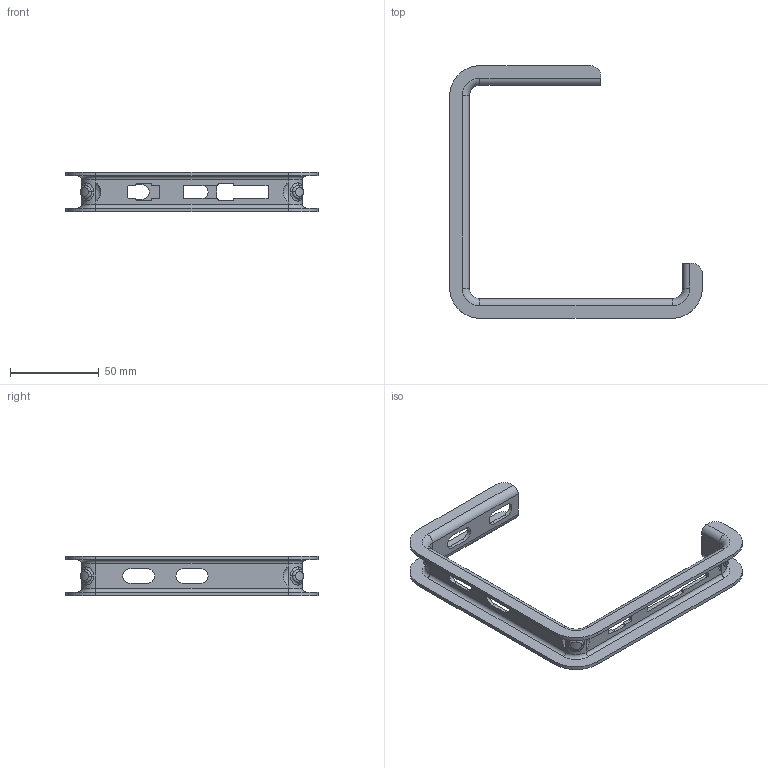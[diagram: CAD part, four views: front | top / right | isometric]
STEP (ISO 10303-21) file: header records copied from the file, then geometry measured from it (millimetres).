
FILE_DESCRIPTION((''),'2;1');
FILE_NAME('720210','2019-10-29T14:26:02',('tomasz.grudniewski'),(''),'CREO PARAMETRIC BY PTC INC, 2019080','CREO PARAMETRIC BY PTC INC, 2019080','');
FILE_SCHEMA(('CONFIG_CONTROL_DESIGN'));
Length unit declared in the file: millimetre
Products named in the file (1): 720210
Bounding box: 142 x 142 x 22 mm (x, y, z)
Volume: 23552.1 mm3; surface area: 26170 mm2
Topology: 1 solids, 1 shells, 367 faces, 993 edges, 647 vertices
Faces by surface type: plane 145, extrusion 87, cylinder 71, bspline 40, torus 24
Entity records: 13952 total; most frequent: CARTESIAN_POINT 5144, ORIENTED_EDGE 1986, DIRECTION 1477, EDGE_CURVE 993, VERTEX_POINT 647, VECTOR 621, LINE 534, AXIS2_PLACEMENT_3D 428
